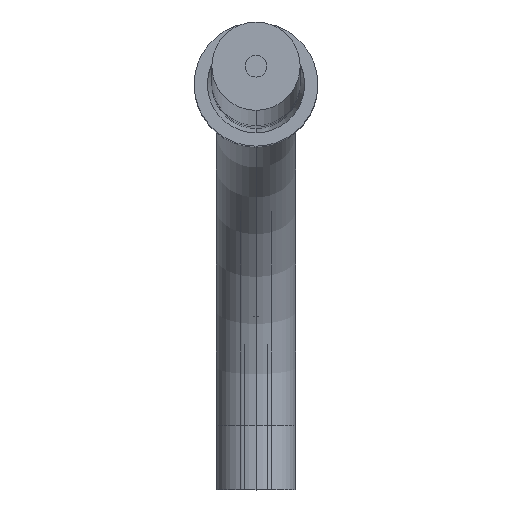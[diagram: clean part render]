
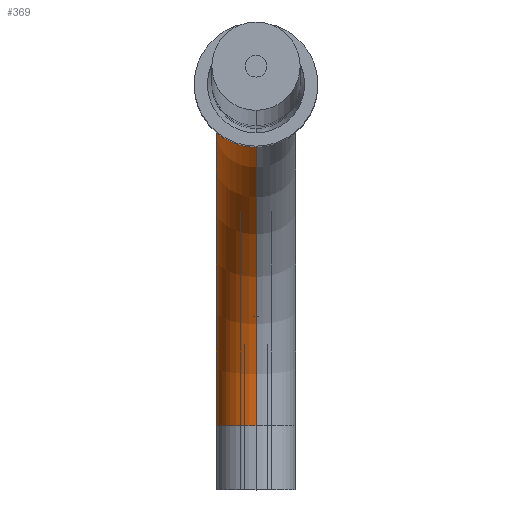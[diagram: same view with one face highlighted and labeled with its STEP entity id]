
A CAD part, top view. The second image highlights one B-rep face of the part: STEP entity #369.
In plain terms, the highlighted toroidal (fillet/blend) face has major radius 3.886 mm and minor radius 0.457 mm.
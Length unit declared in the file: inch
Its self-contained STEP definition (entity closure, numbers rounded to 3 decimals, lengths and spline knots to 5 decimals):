
#55=CARTESIAN_POINT('',(0.,0.,-0.49756));
#56=DIRECTION('',(0.,0.,-1.));
#57=DIRECTION('',(0.,-1.,0.));
#58=AXIS2_PLACEMENT_3D('',#55,#56,#57);
#60=CARTESIAN_POINT('',(0.,-0.153,-0.49756));
#61=DIRECTION('',(-1.,0.,0.));
#62=DIRECTION('',(0.,1.,0.));
#63=AXIS2_PLACEMENT_3D('',#60,#61,#62);
#70=CARTESIAN_POINT('',(0.,-0.153,-0.49756));
#71=DIRECTION('',(-1.,0.,0.));
#72=DIRECTION('',(0.,1.,0.));
#73=AXIS2_PLACEMENT_3D('',#70,#71,#72);
#84=CARTESIAN_POINT('',(0.,-0.153,-0.65056));
#85=DIRECTION('',(0.,-1.,0.));
#86=DIRECTION('',(0.,0.,1.));
#87=AXIS2_PLACEMENT_3D('',#84,#85,#86);
#225=CARTESIAN_POINT('',(0.,0.018,-0.49756));
#226=CARTESIAN_POINT('',(0.,-0.018,-0.49756));
#227=VERTEX_POINT('',#225);
#228=VERTEX_POINT('',#226);
#233=CARTESIAN_POINT('',(0.,-0.153,-0.66856));
#234=CARTESIAN_POINT('',(0.,-0.153,-0.63256));
#235=VERTEX_POINT('',#233);
#236=VERTEX_POINT('',#234);
#355=CARTESIAN_POINT('',(0.,-0.153,-0.49756));
#356=DIRECTION('',(-1.,0.,0.));
#357=DIRECTION('',(0.,-1.,0.));
#358=AXIS2_PLACEMENT_3D('',#355,#356,#357);
#359=TOROIDAL_SURFACE('',#358,0.153,0.018);
#360=ORIENTED_EDGE('',*,*,#337,.F.);
#362=ORIENTED_EDGE('',*,*,#361,.T.);
#364=ORIENTED_EDGE('',*,*,#363,.T.);
#366=ORIENTED_EDGE('',*,*,#365,.F.);
#367=EDGE_LOOP('',(#360,#362,#364,#366));
#368=FACE_OUTER_BOUND('',#367,.F.);
#369=ADVANCED_FACE('',(#368),#359,.T.);
#59=CIRCLE('',#58,0.018);
#64=CIRCLE('',#63,0.135);
#74=CIRCLE('',#73,0.171);
#88=CIRCLE('',#87,0.018);
#337=EDGE_CURVE('',#228,#227,#59,.T.);
#361=EDGE_CURVE('',#228,#236,#64,.T.);
#363=EDGE_CURVE('',#236,#235,#88,.T.);
#365=EDGE_CURVE('',#227,#235,#74,.T.);
